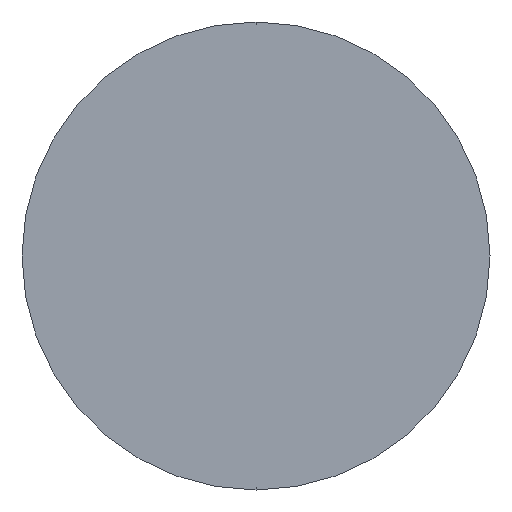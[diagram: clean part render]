
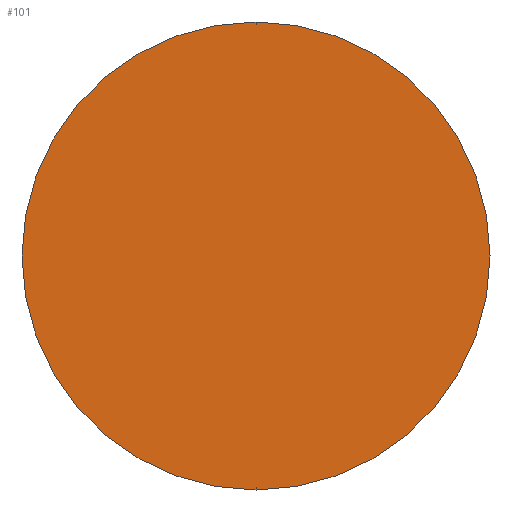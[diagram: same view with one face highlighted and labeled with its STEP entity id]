
A CAD part, front view. The second image highlights one B-rep face of the part: STEP entity #101.
In plain terms, the highlighted planar face has unit normal (0, -1, 0).
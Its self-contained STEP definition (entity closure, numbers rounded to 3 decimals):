
#4 = DIRECTION ( 'NONE',  ( 0., 0., 1. ) ) ;
#6 = DIRECTION ( 'NONE',  ( 0., 0., 1. ) ) ;
#26 = DIRECTION ( 'NONE',  ( 0., 1., 0. ) ) ;
#60 = CARTESIAN_POINT ( 'NONE',  ( 0., 0., 0. ) ) ;
#72 = ORIENTED_EDGE ( 'NONE', *, *, #171, .F. ) ;
#73 = AXIS2_PLACEMENT_3D ( 'NONE', #60, #96, #193 ) ;
#77 = CARTESIAN_POINT ( 'NONE',  ( 0., 0., 15. ) ) ;
#86 = CIRCLE ( 'NONE', #73, 15. ) ;
#93 = FACE_OUTER_BOUND ( 'NONE', #207, .T. ) ;
#96 = DIRECTION ( 'NONE',  ( 0., 1., 0. ) ) ;
#99 = EDGE_CURVE ( 'NONE', #137, #104, #215, .T. ) ;
#101 = ADVANCED_FACE ( 'NONE', ( #93 ), #114, .F. ) ;
#103 = AXIS2_PLACEMENT_3D ( 'NONE', #147, #26, #6 ) ;
#104 = VERTEX_POINT ( 'NONE', #214 ) ;
#114 = PLANE ( 'NONE',  #103 ) ;
#126 = AXIS2_PLACEMENT_3D ( 'NONE', #161, #177, #4 ) ;
#137 = VERTEX_POINT ( 'NONE', #77 ) ;
#147 = CARTESIAN_POINT ( 'NONE',  ( 0., 0., 0. ) ) ;
#161 = CARTESIAN_POINT ( 'NONE',  ( 0., 0., 0. ) ) ;
#171 = EDGE_CURVE ( 'NONE', #104, #137, #86, .T. ) ;
#177 = DIRECTION ( 'NONE',  ( 0., 1., 0. ) ) ;
#193 = DIRECTION ( 'NONE',  ( 0., 0., 1. ) ) ;
#207 = EDGE_LOOP ( 'NONE', ( #72, #224 ) ) ;
#214 = CARTESIAN_POINT ( 'NONE',  ( 0., 0., -15. ) ) ;
#215 = CIRCLE ( 'NONE', #126, 15. ) ;
#224 = ORIENTED_EDGE ( 'NONE', *, *, #99, .F. ) ;
